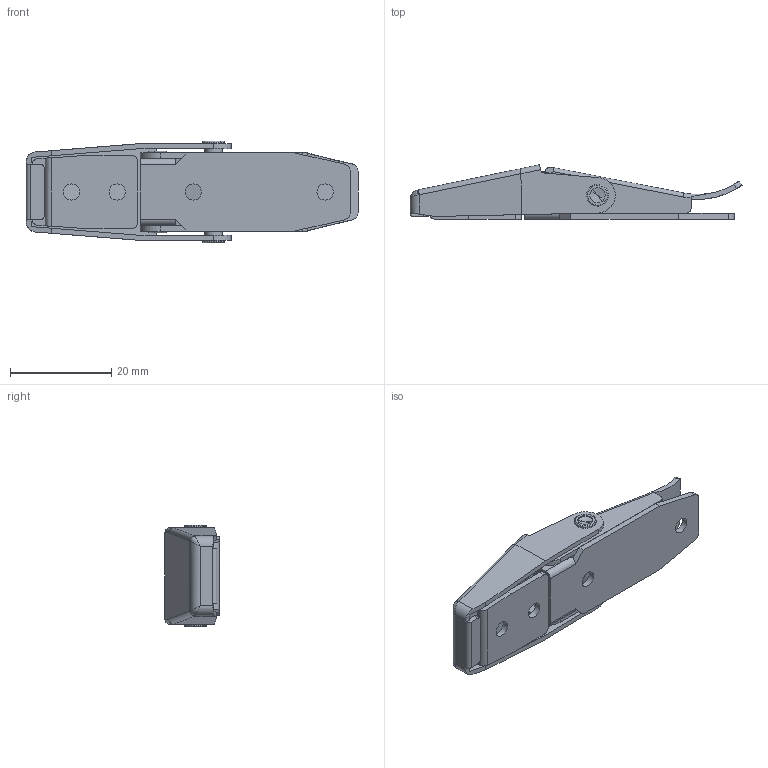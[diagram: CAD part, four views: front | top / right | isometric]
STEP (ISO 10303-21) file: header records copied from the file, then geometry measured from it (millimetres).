
FILE_DESCRIPTION (( 'STEP AP203' ), '1' );
FILE_NAME ('C-1144-3A.STEP', '2012-10-09T05:29:38', ( '11sw' ), ( 'タキゲン製造株式会社' ), 'SwSTEP 2.0', 'SolidWorks 2011', '' );
FILE_SCHEMA (( 'CONFIG_CONTROL_DESIGN' ));
Length unit declared in the file: millimetre
Products named in the file (7): C-1144-3B_受板; C-1144-3B_僺儞20; C-1144-3B_レバー; C-1144-3B_フック; C-1144-3A; C-1144-3B_僺儞16; C-1144-3B_取付板
Assembly tree (6 placements, depth 2):
  C-1144-3A
    C-1144-3B_受板
    C-1144-3B_取付板
    C-1144-3B_フック
    C-1144-3B_僺儞20
    C-1144-3B_レバー
    C-1144-3B_僺儞16
Bounding box: 65.49 x 10.72 x 20 mm (x, y, z)
Volume: 3411.4 mm3; surface area: 6971.9 mm2
Topology: 6 solids, 6 shells, 189 faces, 491 edges, 312 vertices
Faces by surface type: cylinder 85, plane 82, torus 10, cone 8, bspline 4
Entity records: 6644 total; most frequent: CARTESIAN_POINT 1237, DIRECTION 1003, ORIENTED_EDGE 962, EDGE_CURVE 481, AXIS2_PLACEMENT_3D 362, VERTEX_POINT 312, LINE 279, VECTOR 279
